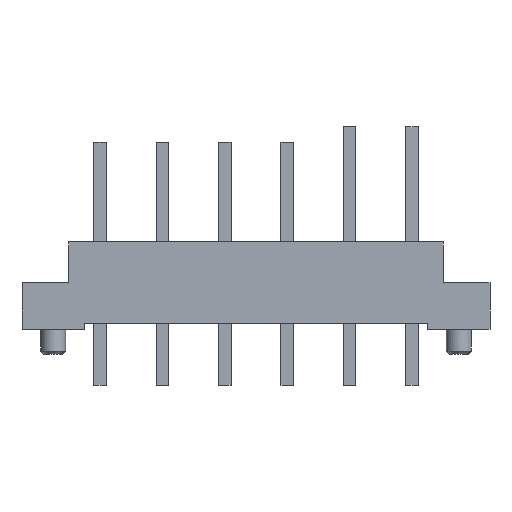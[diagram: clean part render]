
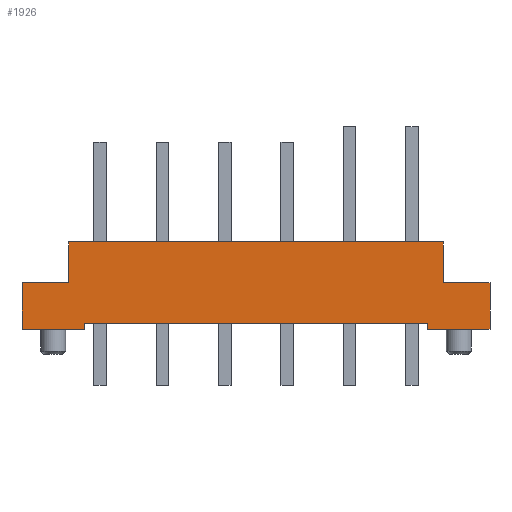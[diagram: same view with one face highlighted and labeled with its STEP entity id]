
A CAD part, front view. The second image highlights one B-rep face of the part: STEP entity #1926.
In plain terms, the highlighted planar face has unit normal (0, -1, 0).
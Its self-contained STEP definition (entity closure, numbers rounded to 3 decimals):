
#8 = ORIENTED_EDGE ( 'NONE', *, *, #855, .T. ) ;
#76 = EDGE_LOOP ( 'NONE', ( #1431, #1132, #717, #2001, #1031, #1247, #623, #8, #1695, #1526, #202, #1073 ) ) ;
#79 = DIRECTION ( 'NONE',  ( 0., 0., 1. ) ) ;
#148 = AXIS2_PLACEMENT_3D ( 'NONE', #1488, #2065, #1671 ) ;
#191 = EDGE_CURVE ( 'NONE', #509, #1482, #1738, .T. ) ;
#202 = ORIENTED_EDGE ( 'NONE', *, *, #1501, .T. ) ;
#226 = DIRECTION ( 'NONE',  ( 0., 0., -1. ) ) ;
#259 = EDGE_CURVE ( 'NONE', #682, #1550, #1939, .T. ) ;
#277 = LINE ( 'NONE', #2166, #1175 ) ;
#298 = VECTOR ( 'NONE', #79, 1000. ) ;
#320 = VERTEX_POINT ( 'NONE', #2154 ) ;
#385 = DIRECTION ( 'NONE',  ( 1., 0., 0. ) ) ;
#390 = VERTEX_POINT ( 'NONE', #2002 ) ;
#474 = DIRECTION ( 'NONE',  ( -1., 0., 0. ) ) ;
#509 = VERTEX_POINT ( 'NONE', #1793 ) ;
#517 = LINE ( 'NONE', #698, #2197 ) ;
#526 = LINE ( 'NONE', #1831, #1025 ) ;
#539 = CARTESIAN_POINT ( 'NONE',  ( -5.5, -2.2, 0. ) ) ;
#623 = ORIENTED_EDGE ( 'NONE', *, *, #1545, .F. ) ;
#656 = CARTESIAN_POINT ( 'NONE',  ( -6., -2.2, 2.8 ) ) ;
#682 = VERTEX_POINT ( 'NONE', #539 ) ;
#698 = CARTESIAN_POINT ( 'NONE',  ( 5.5, -2.2, 2.8 ) ) ;
#717 = ORIENTED_EDGE ( 'NONE', *, *, #2360, .T. ) ;
#741 = LINE ( 'NONE', #1663, #1161 ) ;
#765 = VERTEX_POINT ( 'NONE', #1898 ) ;
#770 = CARTESIAN_POINT ( 'NONE',  ( -7.5, -2.2, 0. ) ) ;
#809 = CARTESIAN_POINT ( 'NONE',  ( -7.5, -2.2, 2.8 ) ) ;
#822 = DIRECTION ( 'NONE',  ( 0., 0., -1. ) ) ;
#855 = EDGE_CURVE ( 'NONE', #765, #320, #1372, .T. ) ;
#856 = VECTOR ( 'NONE', #226, 1000. ) ;
#887 = LINE ( 'NONE', #1629, #2019 ) ;
#891 = CARTESIAN_POINT ( 'NONE',  ( -7.5, -2.2, 0. ) ) ;
#939 = DIRECTION ( 'NONE',  ( 1., 0., 0. ) ) ;
#955 = LINE ( 'NONE', #770, #1116 ) ;
#973 = EDGE_CURVE ( 'NONE', #1722, #2323, #1608, .T. ) ;
#1004 = CARTESIAN_POINT ( 'NONE',  ( -5.5, -2.2, 2.8 ) ) ;
#1008 = CARTESIAN_POINT ( 'NONE',  ( 6., -2.2, 1.5 ) ) ;
#1025 = VECTOR ( 'NONE', #2428, 1000. ) ;
#1031 = ORIENTED_EDGE ( 'NONE', *, *, #973, .T. ) ;
#1052 = EDGE_CURVE ( 'NONE', #2323, #2213, #887, .T. ) ;
#1073 = ORIENTED_EDGE ( 'NONE', *, *, #259, .T. ) ;
#1081 = VECTOR ( 'NONE', #1121, 1000. ) ;
#1112 = DIRECTION ( 'NONE',  ( 0., 0., -1. ) ) ;
#1116 = VECTOR ( 'NONE', #939, 1000. ) ;
#1121 = DIRECTION ( 'NONE',  ( 0., 0., -1. ) ) ;
#1132 = ORIENTED_EDGE ( 'NONE', *, *, #1484, .T. ) ;
#1161 = VECTOR ( 'NONE', #385, 1000. ) ;
#1175 = VECTOR ( 'NONE', #474, 1000. ) ;
#1247 = ORIENTED_EDGE ( 'NONE', *, *, #1052, .T. ) ;
#1266 = CARTESIAN_POINT ( 'NONE',  ( 5.5, -2.2, 0. ) ) ;
#1372 = LINE ( 'NONE', #656, #1597 ) ;
#1390 = VERTEX_POINT ( 'NONE', #1266 ) ;
#1431 = ORIENTED_EDGE ( 'NONE', *, *, #2400, .T. ) ;
#1482 = VERTEX_POINT ( 'NONE', #891 ) ;
#1483 = CARTESIAN_POINT ( 'NONE',  ( -5.5, -2.2, 0.2 ) ) ;
#1484 = EDGE_CURVE ( 'NONE', #1880, #1390, #517, .T. ) ;
#1488 = CARTESIAN_POINT ( 'NONE',  ( -7.5, -2.2, 2.8 ) ) ;
#1491 = LINE ( 'NONE', #2408, #1081 ) ;
#1501 = EDGE_CURVE ( 'NONE', #1482, #682, #2244, .T. ) ;
#1509 = CARTESIAN_POINT ( 'NONE',  ( -7.5, -2.2, 0. ) ) ;
#1526 = ORIENTED_EDGE ( 'NONE', *, *, #191, .T. ) ;
#1545 = EDGE_CURVE ( 'NONE', #765, #2213, #526, .T. ) ;
#1550 = VERTEX_POINT ( 'NONE', #1483 ) ;
#1590 = VECTOR ( 'NONE', #1803, 1000. ) ;
#1597 = VECTOR ( 'NONE', #822, 1000. ) ;
#1605 = CARTESIAN_POINT ( 'NONE',  ( 7.5, -2.2, 1.5 ) ) ;
#1608 = LINE ( 'NONE', #1836, #1590 ) ;
#1629 = CARTESIAN_POINT ( 'NONE',  ( 6., -2.2, 2.8 ) ) ;
#1663 = CARTESIAN_POINT ( 'NONE',  ( -7.5, -2.2, 0.2 ) ) ;
#1671 = DIRECTION ( 'NONE',  ( 0., 0., 1. ) ) ;
#1695 = ORIENTED_EDGE ( 'NONE', *, *, #1705, .T. ) ;
#1705 = EDGE_CURVE ( 'NONE', #320, #509, #277, .T. ) ;
#1722 = VERTEX_POINT ( 'NONE', #1605 ) ;
#1738 = LINE ( 'NONE', #809, #856 ) ;
#1793 = CARTESIAN_POINT ( 'NONE',  ( -7.5, -2.2, 1.5 ) ) ;
#1803 = DIRECTION ( 'NONE',  ( -1., 0., 0. ) ) ;
#1831 = CARTESIAN_POINT ( 'NONE',  ( -7.5, -2.2, 2.8 ) ) ;
#1836 = CARTESIAN_POINT ( 'NONE',  ( -7.5, -2.2, 1.5 ) ) ;
#1880 = VERTEX_POINT ( 'NONE', #2404 ) ;
#1895 = PLANE ( 'NONE',  #148 ) ;
#1898 = CARTESIAN_POINT ( 'NONE',  ( -6., -2.2, 2.8 ) ) ;
#1926 = ADVANCED_FACE ( 'NONE', ( #2417 ), #1895, .F. ) ;
#1939 = LINE ( 'NONE', #1004, #298 ) ;
#1965 = VECTOR ( 'NONE', #2258, 1000. ) ;
#2001 = ORIENTED_EDGE ( 'NONE', *, *, #2412, .F. ) ;
#2002 = CARTESIAN_POINT ( 'NONE',  ( 7.5, -2.2, 0. ) ) ;
#2019 = VECTOR ( 'NONE', #2395, 1000. ) ;
#2065 = DIRECTION ( 'NONE',  ( 0., 1., 0. ) ) ;
#2154 = CARTESIAN_POINT ( 'NONE',  ( -6., -2.2, 1.5 ) ) ;
#2166 = CARTESIAN_POINT ( 'NONE',  ( -7.5, -2.2, 1.5 ) ) ;
#2197 = VECTOR ( 'NONE', #1112, 1000. ) ;
#2213 = VERTEX_POINT ( 'NONE', #2320 ) ;
#2244 = LINE ( 'NONE', #1509, #1965 ) ;
#2258 = DIRECTION ( 'NONE',  ( 1., 0., 0. ) ) ;
#2320 = CARTESIAN_POINT ( 'NONE',  ( 6., -2.2, 2.8 ) ) ;
#2323 = VERTEX_POINT ( 'NONE', #1008 ) ;
#2360 = EDGE_CURVE ( 'NONE', #1390, #390, #955, .T. ) ;
#2395 = DIRECTION ( 'NONE',  ( 0., 0., 1. ) ) ;
#2400 = EDGE_CURVE ( 'NONE', #1550, #1880, #741, .T. ) ;
#2404 = CARTESIAN_POINT ( 'NONE',  ( 5.5, -2.2, 0.2 ) ) ;
#2408 = CARTESIAN_POINT ( 'NONE',  ( 7.5, -2.2, 2.8 ) ) ;
#2412 = EDGE_CURVE ( 'NONE', #1722, #390, #1491, .T. ) ;
#2417 = FACE_OUTER_BOUND ( 'NONE', #76, .T. ) ;
#2428 = DIRECTION ( 'NONE',  ( 1., 0., 0. ) ) ;
